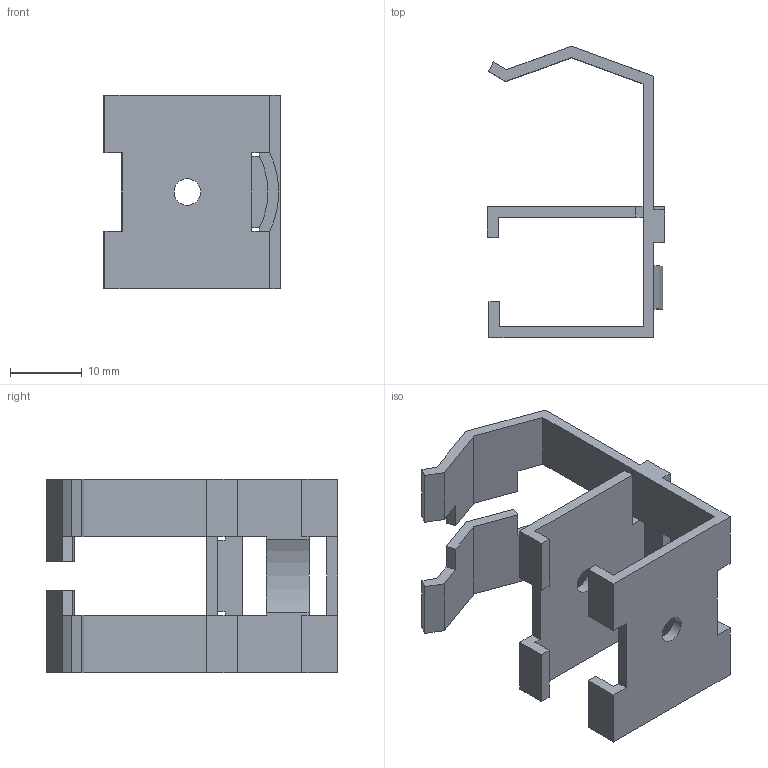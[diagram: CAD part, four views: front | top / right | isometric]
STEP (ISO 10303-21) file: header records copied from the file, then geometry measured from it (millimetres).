
FILE_DESCRIPTION(('SolidDesigner STEP Export'),'2;1');
FILE_NAME('1529_0_SAB_20_select.stp','2011-03-10T12:58:59',(''),(''),'CoCreate Modeling STEP processor for AP214 (Solid Model)','CoCreate Modeling 16.00A 16-Aug-2008 (C) Parametric Technology GmbH','');
FILE_SCHEMA(('AUTOMOTIVE_DESIGN { 1 0 10303 214 1 1 1 1 }'));
Length unit declared in the file: millimetre
Products named in the file (2): 1529_0_SAB_20_select
Assembly tree (1 placements, depth 2):
  1529_0_SAB_20_select
    1529_0_SAB_20_select
Bounding box: 24.7 x 40.66 x 27 mm (x, y, z)
Volume: 3614.4 mm3; surface area: 5547.5 mm2
Topology: 1 solids, 1 shells, 80 faces, 238 edges, 156 vertices
Faces by surface type: plane 74, cylinder 6
Entity records: 3123 total; most frequent: ORIENTED_EDGE 476, CARTESIAN_POINT 431, DIRECTION 341, EDGE_CURVE 238, VECTOR 209, LINE 209, VERTEX_POINT 156, EDGE_LOOP 84
